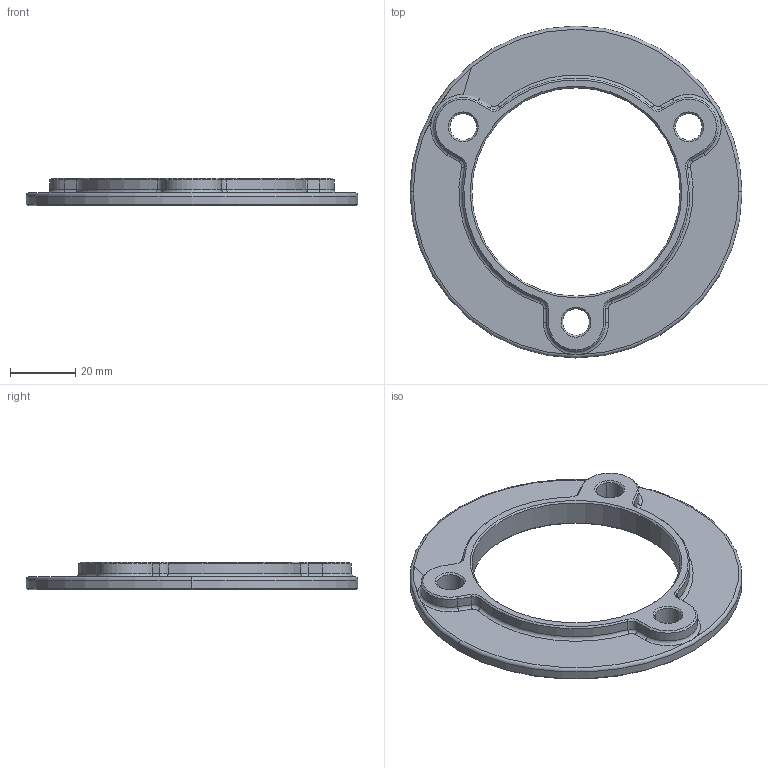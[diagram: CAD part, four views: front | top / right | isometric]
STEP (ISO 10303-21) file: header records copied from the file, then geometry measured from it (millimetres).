
FILE_DESCRIPTION(('CATIA V5 STEP Exchange','CAx-IF Rec.Pracs.--- Model Styling and Organization---1.2---2011-12-15'),'2;1');
FILE_NAME('Flasque.stp','2020-06-05T07:40:08+00:00',('none'),('none'),'CATIA Version 5-6 Release 2015 SP4 HF38','CATIA V5 STEP AP203 Edition 2','none');
FILE_SCHEMA(('AP203_CONFIGURATION_CONTROLLED_3D_DESIGN_OF_MECHANICAL_PARTS_AND_ASSEMBLIES_MIM_LF { 1 0 10303 403 3 1 4}'));
Length unit declared in the file: millimetre
Products named in the file (1): Flasque
Bounding box: 102 x 102 x 8.5 mm (x, y, z)
Volume: 24213.8 mm3; surface area: 13941.5 mm2
Topology: 1 solids, 1 shells, 83 faces, 190 edges, 109 vertices
Faces by surface type: cylinder 28, cone 24, plane 17, torus 14
Entity records: 2215 total; most frequent: ORIENTED_EDGE 380, CARTESIAN_POINT 374, DIRECTION 338, EDGE_CURVE 190, AXIS2_PLACEMENT_3D 183, VERTEX_POINT 109, CIRCLE 108, EDGE_LOOP 91
